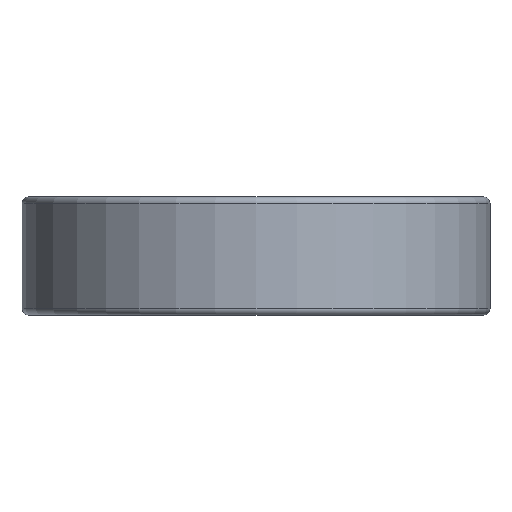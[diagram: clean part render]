
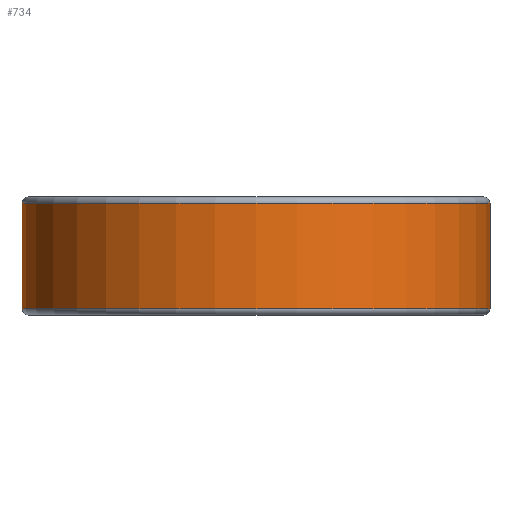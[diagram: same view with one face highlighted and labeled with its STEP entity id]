
A CAD part, front view. The second image highlights one B-rep face of the part: STEP entity #734.
In plain terms, the highlighted cylindrical face has radius 28.169 mm (diameter 56.337 mm), a partial arc.
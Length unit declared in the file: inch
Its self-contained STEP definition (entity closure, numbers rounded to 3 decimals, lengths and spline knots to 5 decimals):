
#30 = DIRECTION ( 'NONE',  ( 0., 0., 1. ) ) ;
#88 = CIRCLE ( 'NONE', #1831, 1.109 ) ;
#90 = DIRECTION ( 'NONE',  ( 1., 0., 0. ) ) ;
#204 = EDGE_CURVE ( 'NONE', #1803, #2175, #2293, .T. ) ;
#254 = CARTESIAN_POINT ( 'NONE',  ( 1.031, -2.5, 0. ) ) ;
#269 = DIRECTION ( 'NONE',  ( 0., 0., -1. ) ) ;
#298 = DIRECTION ( 'NONE',  ( 0., 0., 1. ) ) ;
#310 = DIRECTION ( 'NONE',  ( 0., 0., 1. ) ) ;
#492 = CARTESIAN_POINT ( 'NONE',  ( 1.031, -2.5, 0.25 ) ) ;
#541 = CYLINDRICAL_SURFACE ( 'NONE', #1949, 1.109 ) ;
#591 = CARTESIAN_POINT ( 'NONE',  ( 2.14, -2.5, 0.25 ) ) ;
#624 = VERTEX_POINT ( 'NONE', #2580 ) ;
#630 = ORIENTED_EDGE ( 'NONE', *, *, #1923, .T. ) ;
#734 = ADVANCED_FACE ( 'NONE', ( #2092 ), #541, .T. ) ;
#753 = VECTOR ( 'NONE', #269, 39.37008 ) ;
#756 = EDGE_CURVE ( 'NONE', #1803, #624, #1812, .T. ) ;
#795 = CARTESIAN_POINT ( 'NONE',  ( -0.078, -2.5, 0.25 ) ) ;
#981 = CARTESIAN_POINT ( 'NONE',  ( 2.14, -2.5, -0.25 ) ) ;
#1000 = LINE ( 'NONE', #1265, #1499 ) ;
#1265 = CARTESIAN_POINT ( 'NONE',  ( 2.14, -2.5, 0. ) ) ;
#1294 = DIRECTION ( 'NONE',  ( 1., 0., 0. ) ) ;
#1426 = VERTEX_POINT ( 'NONE', #981 ) ;
#1499 = VECTOR ( 'NONE', #30, 39.37008 ) ;
#1541 = CARTESIAN_POINT ( 'NONE',  ( 1.031, -2.5, -0.25 ) ) ;
#1544 = EDGE_LOOP ( 'NONE', ( #2099, #630, #2424, #2295 ) ) ;
#1720 = CARTESIAN_POINT ( 'NONE',  ( -0.078, -2.5, 0.25 ) ) ;
#1763 = DIRECTION ( 'NONE',  ( 1., 0., 0. ) ) ;
#1803 = VERTEX_POINT ( 'NONE', #795 ) ;
#1812 = LINE ( 'NONE', #1720, #753 ) ;
#1831 = AXIS2_PLACEMENT_3D ( 'NONE', #1541, #310, #1763 ) ;
#1923 = EDGE_CURVE ( 'NONE', #1426, #2175, #1000, .T. ) ;
#1929 = AXIS2_PLACEMENT_3D ( 'NONE', #492, #298, #90 ) ;
#1949 = AXIS2_PLACEMENT_3D ( 'NONE', #254, #2322, #1294 ) ;
#2092 = FACE_OUTER_BOUND ( 'NONE', #1544, .T. ) ;
#2099 = ORIENTED_EDGE ( 'NONE', *, *, #2640, .T. ) ;
#2175 = VERTEX_POINT ( 'NONE', #591 ) ;
#2293 = CIRCLE ( 'NONE', #1929, 1.109 ) ;
#2295 = ORIENTED_EDGE ( 'NONE', *, *, #756, .T. ) ;
#2322 = DIRECTION ( 'NONE',  ( 0., 0., 1. ) ) ;
#2424 = ORIENTED_EDGE ( 'NONE', *, *, #204, .F. ) ;
#2580 = CARTESIAN_POINT ( 'NONE',  ( -0.078, -2.5, -0.25 ) ) ;
#2640 = EDGE_CURVE ( 'NONE', #624, #1426, #88, .T. ) ;
